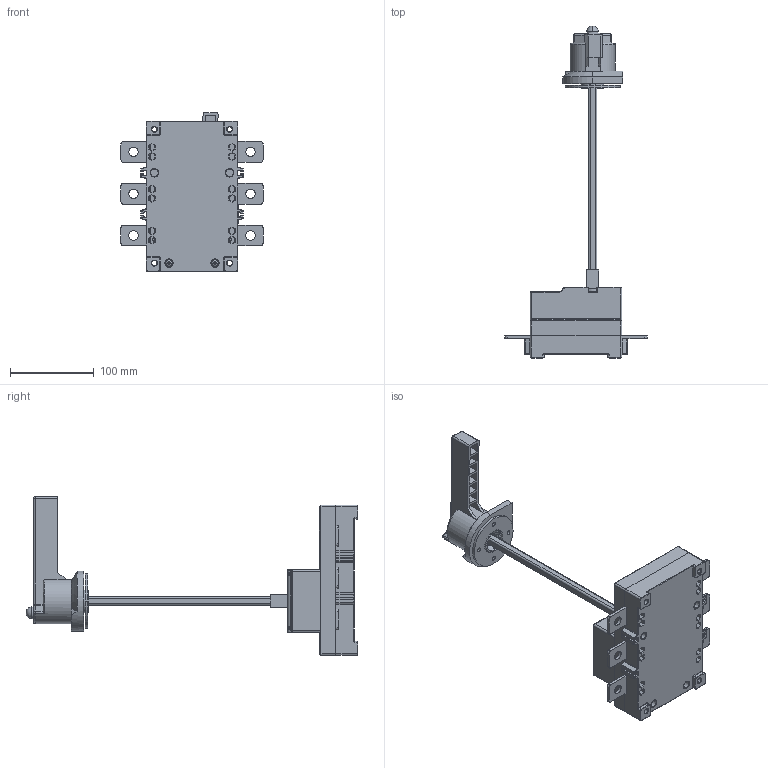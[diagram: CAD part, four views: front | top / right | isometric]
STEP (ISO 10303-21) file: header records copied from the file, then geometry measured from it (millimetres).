
FILE_DESCRIPTION((''),'2;1');
FILE_NAME('HGL-250-3J_ASM','2025-08-15T15:46:25',('Administrator'),(''),'CREO PARAMETRIC BY PTC INC, 2021023','CREO PARAMETRIC BY PTC INC, 2021023','');
FILE_SCHEMA(('CONFIG_CONTROL_DESIGN'));
Products named in the file (78): 250____-50748_AF0; CROSS_RECESSED_PAN_HEAD_T-10273; 250____-50748_AF1; HEX_NUTS__STYLE_1-GRADES_AB_GB__AF0; CROSS_RECESSED_PAN_HEAD_SCREWS__AF0; SPRING_LOCK_WASHERS--NORMAL_TYP_AF0; HEX_NUTS__STYLE_1-GRADES_AB_GB__AF1; PLAIN_WASHERS-N_SERIES-GRADE_A__AF0; CROSS_RECESSED_PAN_HEAD_T-17911_AF0; SPRING_LOCK_WASHERS--NORMAL_TYP_AF1; SPRING_LOCK_WASHERS--NORMAL_TYP_AF2; SPRING_LOCK_WASHERS--NORMAL_TYP_AF3; CROSS_RECESSED_PAN_HEAD_SCREWS__AF1; SPRING_LOCK_WASHERS--NORMAL_TYP_AF4; HEX_NUTS__STYLE_1-GRADES_AB_GB__AF2; CROSS_RECESSED_PAN_HEAD_SCREWS__AF2; PLAIN_WASHERS-N_SERIES-GRADE_A__AF1; CROSS_RECESSED_PAN_HEAD_T-17911_AF1; SPRING_LOCK_WASHERS--NORMAL_TYP_AF5; HEX_NUTS__STYLE_1-GRADES_AB_GB__AF3; 250-3___AF0; 250____-50748_AF2; HEX_NUTS__STYLE_1-GRADES_AB_GB__AF4; SPRING_LOCK_WASHERS--NORMAL_TYP_AF6; PLAIN_WASHERS-N_SERIES-GRADE_A__AF2; HEX_NUTS__STYLE_1-GRADES_AB_GB__AF5; PLAIN_WASHERS-N_SERIES-GRADE_A__AF3; PLAIN_WASHERS-N_SERIES-GRADE_A__AF4; PLAIN_WASHERS-N_SERIES-GRADE_A__AF5; ____3; ____5; 250____-56233_ASM_ASM_ASM; CROSS_RECESSED_PAN_HEAD_T-10273_AF2; HEX_NUTS__STYLE_1-GRADES_AB_GB__AF6; HEX_NUTS__STYLE_1-GRADES_AB_GB__AF7; PLAIN_WASHERS-N_SERIES-GRADE_A__AF6; 250-3____-22305_AF0; CROSS_RECESSED_PAN_HEAD_T-10273_AF3; SPRING_LOCK_WASHERS--NORMAL_TYP_AF7; 250____-50748_AF3 ...
Assembly tree (78 placements, depth 6):
  HGL-250-3J_ASM
    HGL-250-3_ASM_AF0_ASM
      _HGL-250-3_ASM_ASM_AF0_ASM
        ____HGL-250-3_ASM_ASM_AF0_ASM
          250____-50748_AF0
          CROSS_RECESSED_PAN_HEAD_T-10273  x2
          250____-50748_AF1
          HEX_NUTS__STYLE_1-GRADES_AB_GB__AF0
          CROSS_RECESSED_PAN_HEAD_SCREWS__AF0
          SPRING_LOCK_WASHERS--NORMAL_TYP_AF0
          HEX_NUTS__STYLE_1-GRADES_AB_GB__AF1
          PLAIN_WASHERS-N_SERIES-GRADE_A__AF0
          CROSS_RECESSED_PAN_HEAD_T-17911_AF0
          SPRING_LOCK_WASHERS--NORMAL_TYP_AF1
          SPRING_LOCK_WASHERS--NORMAL_TYP_AF2
          SPRING_LOCK_WASHERS--NORMAL_TYP_AF3
          CROSS_RECESSED_PAN_HEAD_SCREWS__AF1
          SPRING_LOCK_WASHERS--NORMAL_TYP_AF4
          HEX_NUTS__STYLE_1-GRADES_AB_GB__AF2
          CROSS_RECESSED_PAN_HEAD_SCREWS__AF2
          PLAIN_WASHERS-N_SERIES-GRADE_A__AF1
          CROSS_RECESSED_PAN_HEAD_T-17911_AF1
          SPRING_LOCK_WASHERS--NORMAL_TYP_AF5
          HEX_NUTS__STYLE_1-GRADES_AB_GB__AF3
          250-3___AF0
          250____-50748_AF2
          HEX_NUTS__STYLE_1-GRADES_AB_GB__AF4
          SPRING_LOCK_WASHERS--NORMAL_TYP_AF6
          PLAIN_WASHERS-N_SERIES-GRADE_A__AF2
          HEX_NUTS__STYLE_1-GRADES_AB_GB__AF5
          PLAIN_WASHERS-N_SERIES-GRADE_A__AF3
          PLAIN_WASHERS-N_SERIES-GRADE_A__AF4
          PLAIN_WASHERS-N_SERIES-GRADE_A__AF5
          250____-56233_ASM_ASM_ASM
            ____3
            ____5
          CROSS_RECESSED_PAN_HEAD_T-10273_AF2
          HEX_NUTS__STYLE_1-GRADES_AB_GB__AF6
          HEX_NUTS__STYLE_1-GRADES_AB_GB__AF7
          PLAIN_WASHERS-N_SERIES-GRADE_A__AF6
          250-3____-22305_AF0
          CROSS_RECESSED_PAN_HEAD_T-10273_AF3
          SPRING_LOCK_WASHERS--NORMAL_TYP_AF7
          250____-50748_AF3
          250____-24618_AF0
          250____-50748_AF4
          PLAIN_WASHERS-N_SERIES-GRADE_A__AF7
          PLAIN_WASHERS-N_SERIES-GRADE_A__AF8
          PLAIN_WASHERS-N_SERIES-GRADE_A__AF9
          SPRING_LOCK_WASHERS--NORMAL_TYP_AF8
          250____-50748_AF5
          CROSS_RECESSED_PAN_HEAD_SCREWS__AF3
          HEX_NUTS__STYLE_1-GRADES_AB_GB__AF8
          CROSS_RECESSED_PAN_HEAD_SCREWS__AF4
          HEX_NUTS__STYLE_1-GRADES_AB_GB__AF9
          250__
          PLAIN_WASHERS-N_SERIES-GRADE_A__AF10
          PLAIN_WASHERS-N_SERIES-GRADE_A__AF11
          CROSS_RECESSED_PAN_HEAD_T-17911_AF4
          CROSS_RECESSED_PAN_HEAD_SCREWS__AF5
Bounding box: 170 x 397.2 x 190.1 mm (x, y, z)
Volume: 658080.6 mm3; surface area: 274168.8 mm2
Topology: 77 solids, 80 shells, 2449 faces, 6174 edges, 3819 vertices
Faces by surface type: plane 1164, cylinder 737, torus 168, bspline 111, extrusion 99, sphere 88, cone 82
Entity records: 100323 total; most frequent: CARTESIAN_POINT 41520, ORIENTED_EDGE 12004, DIRECTION 11891, EDGE_CURVE 6007, AXIS2_PLACEMENT_3D 4117, VERTEX_POINT 3778, VECTOR 3657, LINE 3558
